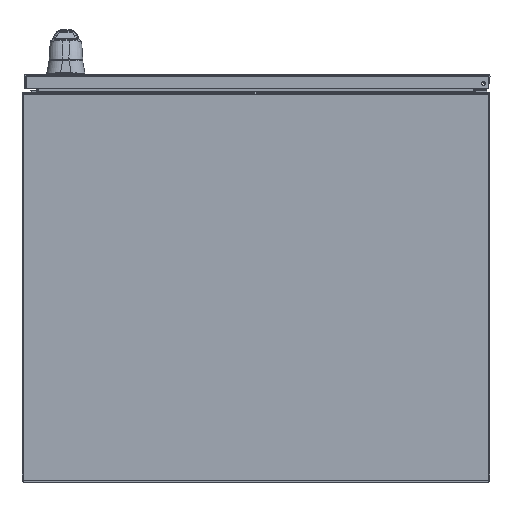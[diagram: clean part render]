
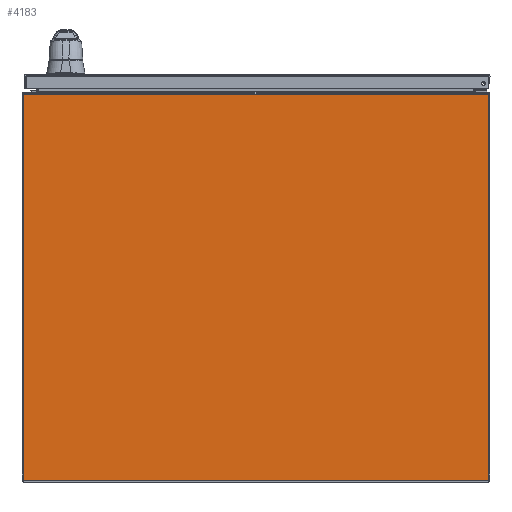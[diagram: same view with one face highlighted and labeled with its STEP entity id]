
A CAD part, left-side view. The second image highlights one B-rep face of the part: STEP entity #4183.
In plain terms, the highlighted face is planar.
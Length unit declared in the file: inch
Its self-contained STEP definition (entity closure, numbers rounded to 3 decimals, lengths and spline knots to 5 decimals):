
#3191=CARTESIAN_POINT('',(0.,23.852,0.0));
#3192=VERTEX_POINT('',#3191);
#3199=CARTESIAN_POINT('',(0.,0.0,0.0));
#3200=VERTEX_POINT('',#3199);
#3201=CARTESIAN_POINT('',(0.,23.852,0.0));
#3202=DIRECTION('',(0.0,-1.0,0.0));
#3203=VECTOR('',#3202,23.852);
#3204=LINE('',#3201,#3203);
#3205=EDGE_CURVE('',#3192,#3200,#3204,.T.);
#3230=CARTESIAN_POINT('',(19.82075,23.852,0.));
#3231=VERTEX_POINT('',#3230);
#3238=CARTESIAN_POINT('',(19.82075,23.852,0.0));
#3239=DIRECTION('',(-1.0,0.0,0.0));
#3240=VECTOR('',#3239,19.82075);
#3241=LINE('',#3238,#3240);
#3242=EDGE_CURVE('',#3231,#3192,#3241,.T.);
#3959=CARTESIAN_POINT('',(19.82075,0.0,0.));
#3960=VERTEX_POINT('',#3959);
#3984=CARTESIAN_POINT('',(19.82075,23.852,0.0));
#3985=DIRECTION('',(0.0,-1.0,0.0));
#3986=VECTOR('',#3985,23.852);
#3987=LINE('',#3984,#3986);
#3988=EDGE_CURVE('',#3231,#3960,#3987,.T.);
#4167=CARTESIAN_POINT('',(9.926,11.926,0.0));
#4168=DIRECTION('',(0.0,0.0,1.0));
#4169=DIRECTION('',(0.0,-1.0,0.0));
#4170=AXIS2_PLACEMENT_3D('',#4167,#4168,#4169);
#4171=PLANE('',#4170);
#4172=ORIENTED_EDGE('',*,*,#3988,.T.);
#4173=CARTESIAN_POINT('',(0.,0.0,0.0));
#4174=DIRECTION('',(1.0,0.0,0.0));
#4175=VECTOR('',#4174,19.82075);
#4176=LINE('',#4173,#4175);
#4177=EDGE_CURVE('',#3200,#3960,#4176,.T.);
#4178=ORIENTED_EDGE('',*,*,#4177,.F.);
#4179=ORIENTED_EDGE('',*,*,#3205,.F.);
#4180=ORIENTED_EDGE('',*,*,#3242,.F.);
#4181=EDGE_LOOP('',(#4172,#4178,#4179,#4180));
#4182=FACE_OUTER_BOUND('',#4181,.T.);
#4183=ADVANCED_FACE('',(#4182),#4171,.F.);
